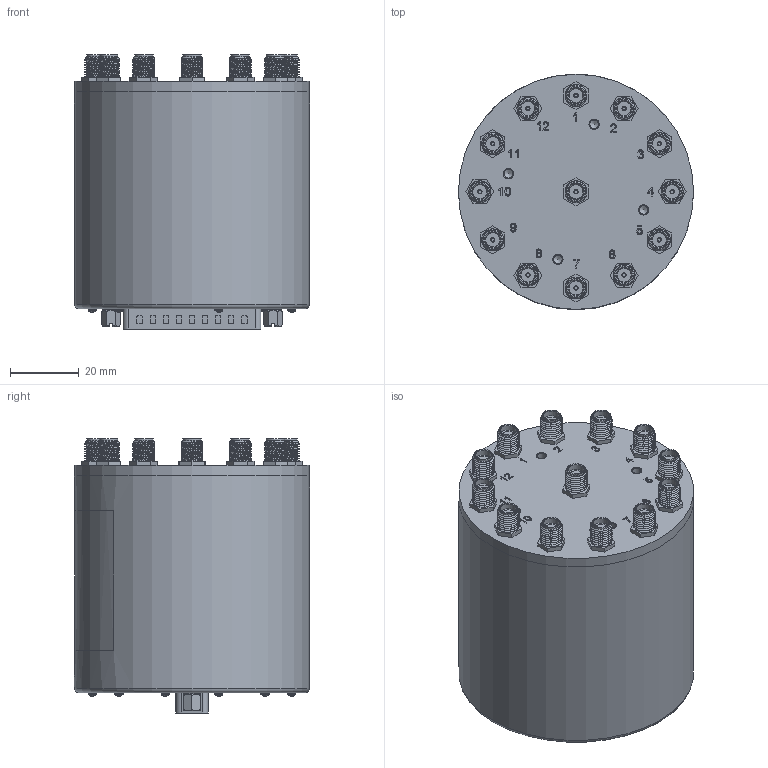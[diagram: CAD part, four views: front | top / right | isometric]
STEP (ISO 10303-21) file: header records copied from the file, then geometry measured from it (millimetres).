
FILE_DESCRIPTION (( 'STEP AP203' ), '1' );
FILE_NAME ('PE71S6083.step', '2020-05-07T20:28:42', ( '' ), ( '' ), 'SwSTEP 2.0', 'SolidWorks 2018', '' );
FILE_SCHEMA (( 'CONFIG_CONTROL_DESIGN' ));
Length unit declared in the file: inch
Products named in the file (1): PE71S6083
Bounding box: 68.3 x 68.3 x 79.61 mm (x, y, z)
Volume: 246093.3 mm3; surface area: 27236.9 mm2
Topology: 1 solids, 1 shells, 1280 faces, 3245 edges, 2071 vertices
Faces by surface type: plane 591, cylinder 344, bspline 151, sphere 106, cone 71, torus 17
Full cylindrical faces by diameter (mm): 0.94 x13, 1.27 x13, 2.425 x6, 2.5 x4, 3 x4, 4.572 x13, 5.385 x13, 68.3 x2
Entity records: 62367 total; most frequent: CARTESIAN_POINT 33879, ORIENTED_EDGE 5904, DIRECTION 5486, EDGE_CURVE 2952, VERTEX_POINT 1990, AXIS2_PLACEMENT_3D 1962, EDGE_LOOP 1600, LINE 1562
